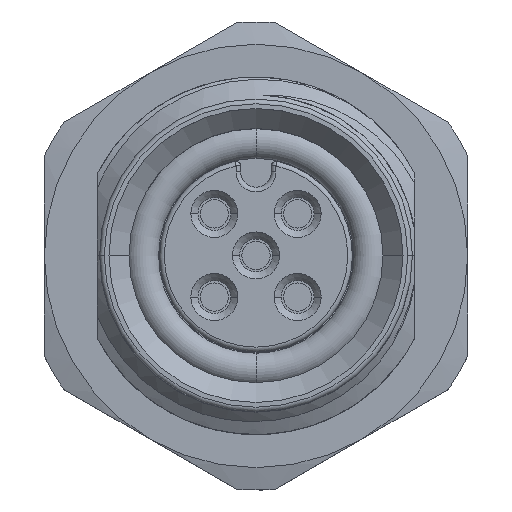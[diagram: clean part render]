
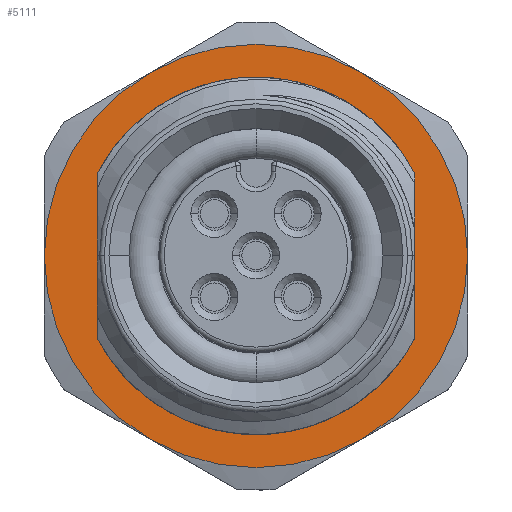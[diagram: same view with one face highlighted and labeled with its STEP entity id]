
A CAD part, top view. The second image highlights one B-rep face of the part: STEP entity #5111.
In plain terms, the highlighted planar face has unit normal (0, 0, 1).
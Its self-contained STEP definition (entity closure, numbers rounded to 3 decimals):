
#863=DIRECTION('',(0.,1.,0.));
#864=VECTOR('',#863,6.492);
#865=CARTESIAN_POINT('',(-6.75,-3.,-12.4));
#866=LINE('',#865,#864);
#867=CARTESIAN_POINT('',(0.,0.,-12.4));
#868=DIRECTION('',(0.,0.,-1.));
#869=DIRECTION('',(0.5,0.866,0.));
#870=AXIS2_PLACEMENT_3D('',#867,#868,#869);
#872=CARTESIAN_POINT('',(0.,0.,-12.4));
#873=DIRECTION('',(0.,0.,-1.));
#874=DIRECTION('',(1.,0.,0.));
#875=AXIS2_PLACEMENT_3D('',#872,#873,#874);
#877=CARTESIAN_POINT('',(0.,0.,-12.4));
#878=DIRECTION('',(0.,0.,-1.));
#879=DIRECTION('',(-0.5,-0.866,0.));
#880=AXIS2_PLACEMENT_3D('',#877,#878,#879);
#882=CARTESIAN_POINT('',(0.,0.,-12.4));
#883=DIRECTION('',(0.,0.,-1.));
#884=DIRECTION('',(-1.,0.,0.));
#885=AXIS2_PLACEMENT_3D('',#882,#883,#884);
#1025=CARTESIAN_POINT('',(0.,0.,-12.4));
#1026=DIRECTION('',(0.,0.,-1.));
#1027=DIRECTION('',(-0.888,0.46,0.));
#1028=AXIS2_PLACEMENT_3D('',#1025,#1026,#1027);
#1250=DIRECTION('',(0.,-1.,0.));
#1251=VECTOR('',#1250,2.172);
#1252=CARTESIAN_POINT('',(6.75,1.086,-12.4));
#1253=LINE('',#1252,#1251);
#1448=CARTESIAN_POINT('',(6.604,1.769,-12.4));
#1449=CARTESIAN_POINT('',(6.634,1.657,-12.4));
#1450=CARTESIAN_POINT('',(6.689,1.431,-12.4));
#1451=CARTESIAN_POINT('',(6.731,1.201,-12.4));
#1452=CARTESIAN_POINT('',(6.75,1.086,-12.4));
#1499=CARTESIAN_POINT('',(6.75,-1.086,-12.4));
#1500=CARTESIAN_POINT('',(6.722,-1.263,-12.4));
#1501=CARTESIAN_POINT('',(6.651,-1.612,-12.4));
#1502=CARTESIAN_POINT('',(6.505,-2.128,-12.4));
#1503=CARTESIAN_POINT('',(6.319,-2.629,-12.4));
#1504=CARTESIAN_POINT('',(6.093,-3.116,-12.4));
#1505=CARTESIAN_POINT('',(5.831,-3.583,-12.4));
#1506=CARTESIAN_POINT('',(5.533,-4.027,-12.4));
#1507=CARTESIAN_POINT('',(5.201,-4.448,-12.4));
#1508=CARTESIAN_POINT('',(4.838,-4.841,-12.4));
#1509=CARTESIAN_POINT('',(4.444,-5.204,-12.4));
#1510=CARTESIAN_POINT('',(4.023,-5.536,-12.4));
#1511=CARTESIAN_POINT('',(3.579,-5.834,-12.4));
#1512=CARTESIAN_POINT('',(3.111,-6.096,-12.4));
#1513=CARTESIAN_POINT('',(2.787,-6.245,-12.4));
#1514=CARTESIAN_POINT('',(2.622,-6.314,-12.4));
#1795=CARTESIAN_POINT('',(-4.627,6.029,-12.4));
#1796=CARTESIAN_POINT('',(-4.458,6.146,-12.4));
#1797=CARTESIAN_POINT('',(-4.112,6.364,-12.4));
#1798=CARTESIAN_POINT('',(-3.569,6.648,-12.4));
#1799=CARTESIAN_POINT('',(-3.008,6.886,-12.4));
#1800=CARTESIAN_POINT('',(-2.429,7.077,-12.4));
#1801=CARTESIAN_POINT('',(-1.841,7.22,-12.4));
#1802=CARTESIAN_POINT('',(-1.243,7.314,-12.4));
#1803=CARTESIAN_POINT('',(-0.642,7.36,-12.4));
#1804=CARTESIAN_POINT('',(-0.041,7.356,-12.4));
#1805=CARTESIAN_POINT('',(0.556,7.303,-12.4));
#1806=CARTESIAN_POINT('',(1.143,7.202,-12.4));
#1807=CARTESIAN_POINT('',(1.721,7.054,-12.4));
#1808=CARTESIAN_POINT('',(2.28,6.86,-12.4));
#1809=CARTESIAN_POINT('',(2.821,6.621,-12.4));
#1810=CARTESIAN_POINT('',(3.339,6.34,-12.4));
#1811=CARTESIAN_POINT('',(3.829,6.018,-12.4));
#1812=CARTESIAN_POINT('',(4.292,5.658,-12.4));
#1813=CARTESIAN_POINT('',(4.72,5.263,-12.4));
#1814=CARTESIAN_POINT('',(5.114,4.835,-12.4));
#1815=CARTESIAN_POINT('',(5.469,4.378,-12.4));
#1816=CARTESIAN_POINT('',(5.784,3.895,-12.4));
#1817=CARTESIAN_POINT('',(6.058,3.388,-12.4));
#1818=CARTESIAN_POINT('',(6.288,2.864,-12.4));
#1819=CARTESIAN_POINT('',(6.473,2.322,-12.4));
#1820=CARTESIAN_POINT('',(6.565,1.955,-12.4));
#1821=CARTESIAN_POINT('',(6.604,1.769,-12.4));
#2233=CARTESIAN_POINT('',(1.769,-6.604,-12.4));
#2234=CARTESIAN_POINT('',(1.587,-6.664,-12.4));
#2235=CARTESIAN_POINT('',(1.217,-6.769,-12.4));
#2236=CARTESIAN_POINT('',(0.646,-6.88,-12.4));
#2237=CARTESIAN_POINT('',(0.068,-6.943,-12.4));
#2238=CARTESIAN_POINT('',(-0.514,-6.956,-12.4));
#2239=CARTESIAN_POINT('',(-1.098,-6.921,-12.4));
#2240=CARTESIAN_POINT('',(-1.678,-6.837,-12.4));
#2241=CARTESIAN_POINT('',(-2.252,-6.705,-12.4));
#2242=CARTESIAN_POINT('',(-2.815,-6.524,-12.4));
#2243=CARTESIAN_POINT('',(-3.362,-6.296,-12.4));
#2244=CARTESIAN_POINT('',(-3.891,-6.022,-12.4));
#2245=CARTESIAN_POINT('',(-4.395,-5.705,-12.4));
#2246=CARTESIAN_POINT('',(-4.875,-5.345,-12.4));
#2247=CARTESIAN_POINT('',(-5.324,-4.946,-12.4));
#2248=CARTESIAN_POINT('',(-5.739,-4.509,-12.4));
#2249=CARTESIAN_POINT('',(-6.119,-4.037,-12.4));
#2250=CARTESIAN_POINT('',(-6.459,-3.535,-12.4));
#2251=CARTESIAN_POINT('',(-6.658,-3.182,-12.4));
#2252=CARTESIAN_POINT('',(-6.75,-3.,-12.4));
#2264=CARTESIAN_POINT('',(2.622,-6.314,-12.4));
#2265=CARTESIAN_POINT('',(2.483,-6.372,-12.4));
#2266=CARTESIAN_POINT('',(2.202,-6.478,-12.4));
#2267=CARTESIAN_POINT('',(1.915,-6.565,-12.4));
#2268=CARTESIAN_POINT('',(1.769,-6.604,-12.4));
#2285=CARTESIAN_POINT('',(0.,0.,-12.4));
#2286=DIRECTION('',(0.,0.,1.));
#2287=DIRECTION('',(-0.5,-0.866,0.));
#2288=AXIS2_PLACEMENT_3D('',#2285,#2286,#2287);
#2290=CARTESIAN_POINT('',(0.,0.,-12.4));
#2291=DIRECTION('',(0.,0.,1.));
#2292=DIRECTION('',(0.5,0.866,0.));
#2293=AXIS2_PLACEMENT_3D('',#2290,#2291,#2292);
#3814=CARTESIAN_POINT('',(-6.75,3.492,-12.4));
#3815=CARTESIAN_POINT('',(-4.627,6.029,-12.4));
#3816=VERTEX_POINT('',#3814);
#3817=VERTEX_POINT('',#3815);
#3818=VERTEX_POINT('',#1448);
#3819=VERTEX_POINT('',#1452);
#3820=VERTEX_POINT('',#1499);
#3821=VERTEX_POINT('',#1514);
#3822=CARTESIAN_POINT('',(-6.75,-3.,-12.4));
#3823=VERTEX_POINT('',#3822);
#3836=CARTESIAN_POINT('',(4.5,7.794,-12.4));
#3837=CARTESIAN_POINT('',(9.,0.,-12.4));
#3838=VERTEX_POINT('',#3836);
#3839=VERTEX_POINT('',#3837);
#3840=CARTESIAN_POINT('',(4.5,-7.794,-12.4));
#3841=VERTEX_POINT('',#3840);
#3842=CARTESIAN_POINT('',(-4.5,-7.794,-12.4));
#3843=CARTESIAN_POINT('',(-9.,0.,-12.4));
#3844=VERTEX_POINT('',#3842);
#3845=VERTEX_POINT('',#3843);
#3846=CARTESIAN_POINT('',(-4.5,7.794,-12.4));
#3847=VERTEX_POINT('',#3846);
#3944=VERTEX_POINT('',#2233);
#5075=CARTESIAN_POINT('',(0.,0.,-12.4));
#5076=DIRECTION('',(0.,0.,1.));
#5077=DIRECTION('',(1.,0.,0.));
#5078=AXIS2_PLACEMENT_3D('',#5075,#5076,#5077);
#5079=PLANE('',#5078);
#5081=ORIENTED_EDGE('',*,*,#5080,.F.);
#5083=ORIENTED_EDGE('',*,*,#5082,.T.);
#5085=ORIENTED_EDGE('',*,*,#5084,.T.);
#5087=ORIENTED_EDGE('',*,*,#5086,.F.);
#5089=ORIENTED_EDGE('',*,*,#5088,.T.);
#5091=ORIENTED_EDGE('',*,*,#5090,.T.);
#5092=EDGE_LOOP('',(#5081,#5083,#5085,#5087,#5089,#5091));
#5093=FACE_OUTER_BOUND('',#5092,.F.);
#5095=ORIENTED_EDGE('',*,*,#5094,.F.);
#5096=ORIENTED_EDGE('',*,*,#5013,.F.);
#5098=ORIENTED_EDGE('',*,*,#5097,.F.);
#5100=ORIENTED_EDGE('',*,*,#5099,.F.);
#5102=ORIENTED_EDGE('',*,*,#5101,.F.);
#5104=ORIENTED_EDGE('',*,*,#5103,.F.);
#5106=ORIENTED_EDGE('',*,*,#5105,.F.);
#5108=ORIENTED_EDGE('',*,*,#5107,.F.);
#5109=EDGE_LOOP('',(#5095,#5096,#5098,#5100,#5102,#5104,#5106,#5108));
#5110=FACE_BOUND('',#5109,.F.);
#871=CIRCLE('',#870,9.);
#876=CIRCLE('',#875,9.);
#881=CIRCLE('',#880,9.);
#886=CIRCLE('',#885,9.);
#1029=CIRCLE('',#1028,7.6);
#1453=B_SPLINE_CURVE_WITH_KNOTS('',3,(#1448,#1449,#1450,#1451,#1452),
.UNSPECIFIED.,.F.,.F.,(4,1,4),(0.,0.5,1.),.UNSPECIFIED.);
#1515=B_SPLINE_CURVE_WITH_KNOTS('',3,(#1499,#1500,#1501,#1502,#1503,#1504,#1505,
#1506,#1507,#1508,#1509,#1510,#1511,#1512,#1513,#1514),.UNSPECIFIED.,.F.,.F.,(4,
1,1,1,1,1,1,1,1,1,1,1,1,4),(0.,0.077,0.154,
0.231,0.308,0.385,0.462,
0.538,0.615,0.692,0.769,
0.846,0.923,1.),.UNSPECIFIED.);
#1822=B_SPLINE_CURVE_WITH_KNOTS('',3,(#1795,#1796,#1797,#1798,#1799,#1800,#1801,
#1802,#1803,#1804,#1805,#1806,#1807,#1808,#1809,#1810,#1811,#1812,#1813,#1814,
#1815,#1816,#1817,#1818,#1819,#1820,#1821),.UNSPECIFIED.,.F.,.F.,(4,1,1,1,1,1,1,
1,1,1,1,1,1,1,1,1,1,1,1,1,1,1,1,1,4),(0.,0.042,0.083,
0.125,0.167,0.208,0.25,0.292,
0.333,0.375,0.417,0.458,0.5,
0.542,0.583,0.625,0.667,0.708,
0.75,0.792,0.833,0.875,0.917,
0.958,1.),.UNSPECIFIED.);
#2253=B_SPLINE_CURVE_WITH_KNOTS('',3,(#2233,#2234,#2235,#2236,#2237,#2238,#2239,
#2240,#2241,#2242,#2243,#2244,#2245,#2246,#2247,#2248,#2249,#2250,#2251,#2252),
.UNSPECIFIED.,.F.,.F.,(4,1,1,1,1,1,1,1,1,1,1,1,1,1,1,1,1,4),(0.,
0.059,0.118,0.176,0.235,
0.294,0.353,0.412,0.471,
0.529,0.588,0.647,0.706,
0.765,0.824,0.882,0.941,1.),
.UNSPECIFIED.);
#2269=B_SPLINE_CURVE_WITH_KNOTS('',3,(#2264,#2265,#2266,#2267,#2268),
.UNSPECIFIED.,.F.,.F.,(4,1,4),(0.,0.5,1.),.UNSPECIFIED.);
#2289=CIRCLE('',#2288,9.);
#2294=CIRCLE('',#2293,9.);
#5013=EDGE_CURVE('',#3823,#3816,#866,.T.);
#5080=EDGE_CURVE('',#3838,#3847,#2294,.T.);
#5082=EDGE_CURVE('',#3838,#3839,#871,.T.);
#5084=EDGE_CURVE('',#3839,#3841,#876,.T.);
#5086=EDGE_CURVE('',#3844,#3841,#2289,.T.);
#5088=EDGE_CURVE('',#3844,#3845,#881,.T.);
#5090=EDGE_CURVE('',#3845,#3847,#886,.T.);
#5094=EDGE_CURVE('',#3816,#3817,#1029,.T.);
#5097=EDGE_CURVE('',#3944,#3823,#2253,.T.);
#5099=EDGE_CURVE('',#3821,#3944,#2269,.T.);
#5101=EDGE_CURVE('',#3820,#3821,#1515,.T.);
#5103=EDGE_CURVE('',#3819,#3820,#1253,.T.);
#5105=EDGE_CURVE('',#3818,#3819,#1453,.T.);
#5107=EDGE_CURVE('',#3817,#3818,#1822,.T.);
#5111=ADVANCED_FACE('',(#5093,#5110),#5079,.T.);
